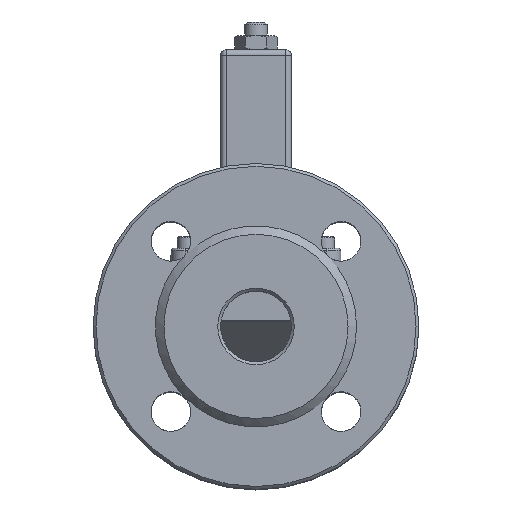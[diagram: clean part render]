
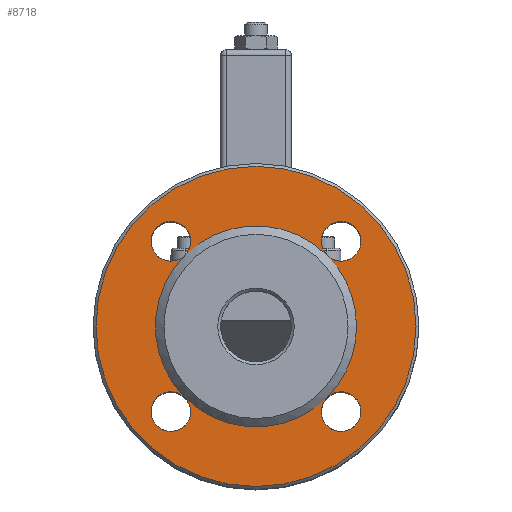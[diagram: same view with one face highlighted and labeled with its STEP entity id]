
A CAD part, top view. The second image highlights one B-rep face of the part: STEP entity #8718.
In plain terms, the highlighted planar face has unit normal (0, 0, 1).
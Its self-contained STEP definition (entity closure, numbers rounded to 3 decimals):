
#165=FACE_BOUND('',#1930,.T.);
#1014=PLANE('',#9546);
#1415=FACE_OUTER_BOUND('',#1929,.T.);
#1929=EDGE_LOOP('',(#7602));
#1930=EDGE_LOOP('',(#7603,#7604,#7605,#7606,#7607,#7608,#7609,#7610,#7611,
#7612,#7613,#7614,#7615));
#3582=CIRCLE('',#9545,56.5);
#3583=CIRCLE('',#9547,7.);
#3584=CIRCLE('',#9548,35.5);
#3585=CIRCLE('',#9549,7.);
#3586=CIRCLE('',#9550,7.);
#3587=CIRCLE('',#9551,35.5);
#3588=CIRCLE('',#9552,7.);
#3589=CIRCLE('',#9553,7.);
#3590=CIRCLE('',#9554,35.5);
#3591=CIRCLE('',#9555,35.5);
#3592=CIRCLE('',#9556,7.);
#3593=CIRCLE('',#9557,7.);
#3594=CIRCLE('',#9558,35.5);
#3595=CIRCLE('',#9559,7.);
#4312=VERTEX_POINT('',#15513);
#4313=VERTEX_POINT('',#15517);
#4314=VERTEX_POINT('',#15518);
#4315=VERTEX_POINT('',#15520);
#4316=VERTEX_POINT('',#15522);
#4317=VERTEX_POINT('',#15525);
#4318=VERTEX_POINT('',#15527);
#4319=VERTEX_POINT('',#15530);
#4320=VERTEX_POINT('',#15532);
#4321=VERTEX_POINT('',#15534);
#5432=EDGE_CURVE('',#4312,#4312,#3582,.T.);
#5433=EDGE_CURVE('',#4313,#4314,#3583,.T.);
#5434=EDGE_CURVE('',#4315,#4313,#3584,.T.);
#5435=EDGE_CURVE('',#4316,#4315,#3585,.T.);
#5436=EDGE_CURVE('',#4315,#4316,#3586,.T.);
#5437=EDGE_CURVE('',#4317,#4315,#3587,.T.);
#5438=EDGE_CURVE('',#4318,#4317,#3588,.T.);
#5439=EDGE_CURVE('',#4317,#4318,#3589,.T.);
#5440=EDGE_CURVE('',#4319,#4317,#3590,.T.);
#5441=EDGE_CURVE('',#4320,#4319,#3591,.T.);
#5442=EDGE_CURVE('',#4321,#4320,#3592,.T.);
#5443=EDGE_CURVE('',#4320,#4321,#3593,.T.);
#5444=EDGE_CURVE('',#4313,#4320,#3594,.T.);
#5445=EDGE_CURVE('',#4314,#4313,#3595,.T.);
#7602=ORIENTED_EDGE('',*,*,#5432,.F.);
#7603=ORIENTED_EDGE('',*,*,#5433,.F.);
#7604=ORIENTED_EDGE('',*,*,#5434,.F.);
#7605=ORIENTED_EDGE('',*,*,#5435,.F.);
#7606=ORIENTED_EDGE('',*,*,#5436,.F.);
#7607=ORIENTED_EDGE('',*,*,#5437,.F.);
#7608=ORIENTED_EDGE('',*,*,#5438,.F.);
#7609=ORIENTED_EDGE('',*,*,#5439,.F.);
#7610=ORIENTED_EDGE('',*,*,#5440,.F.);
#7611=ORIENTED_EDGE('',*,*,#5441,.F.);
#7612=ORIENTED_EDGE('',*,*,#5442,.F.);
#7613=ORIENTED_EDGE('',*,*,#5443,.F.);
#7614=ORIENTED_EDGE('',*,*,#5444,.F.);
#7615=ORIENTED_EDGE('',*,*,#5445,.F.);
#8718=ADVANCED_FACE('',(#1415,#165),#1014,.F.);
#9545=AXIS2_PLACEMENT_3D('',#15515,#11536,#11537);
#9546=AXIS2_PLACEMENT_3D('',#15516,#11538,#11539);
#9547=AXIS2_PLACEMENT_3D('',#15519,#11540,#11541);
#9548=AXIS2_PLACEMENT_3D('',#15521,#11542,#11543);
#9549=AXIS2_PLACEMENT_3D('',#15523,#11544,#11545);
#9550=AXIS2_PLACEMENT_3D('',#15524,#11546,#11547);
#9551=AXIS2_PLACEMENT_3D('',#15526,#11548,#11549);
#9552=AXIS2_PLACEMENT_3D('',#15528,#11550,#11551);
#9553=AXIS2_PLACEMENT_3D('',#15529,#11552,#11553);
#9554=AXIS2_PLACEMENT_3D('',#15531,#11554,#11555);
#9555=AXIS2_PLACEMENT_3D('',#15533,#11556,#11557);
#9556=AXIS2_PLACEMENT_3D('',#15535,#11558,#11559);
#9557=AXIS2_PLACEMENT_3D('',#15536,#11560,#11561);
#9558=AXIS2_PLACEMENT_3D('',#15537,#11562,#11563);
#9559=AXIS2_PLACEMENT_3D('',#15538,#11564,#11565);
#11536=DIRECTION('center_axis',(0.,0.,-1.));
#11537=DIRECTION('ref_axis',(1.,0.,0.));
#11538=DIRECTION('center_axis',(0.,0.,-1.));
#11539=DIRECTION('ref_axis',(-1.,0.,0.));
#11540=DIRECTION('center_axis',(0.,0.,1.));
#11541=DIRECTION('ref_axis',(1.,0.,0.));
#11542=DIRECTION('center_axis',(0.,0.,1.));
#11543=DIRECTION('ref_axis',(-1.,0.,0.));
#11544=DIRECTION('center_axis',(0.,0.,1.));
#11545=DIRECTION('ref_axis',(1.,0.,0.));
#11546=DIRECTION('center_axis',(0.,0.,1.));
#11547=DIRECTION('ref_axis',(1.,0.,0.));
#11548=DIRECTION('center_axis',(0.,0.,1.));
#11549=DIRECTION('ref_axis',(-1.,0.,0.));
#11550=DIRECTION('center_axis',(0.,0.,1.));
#11551=DIRECTION('ref_axis',(1.,0.,0.));
#11552=DIRECTION('center_axis',(0.,0.,1.));
#11553=DIRECTION('ref_axis',(1.,0.,0.));
#11554=DIRECTION('center_axis',(0.,0.,1.));
#11555=DIRECTION('ref_axis',(-1.,0.,0.));
#11556=DIRECTION('center_axis',(0.,0.,1.));
#11557=DIRECTION('ref_axis',(-1.,0.,0.));
#11558=DIRECTION('center_axis',(0.,0.,1.));
#11559=DIRECTION('ref_axis',(1.,0.,0.));
#11560=DIRECTION('center_axis',(0.,0.,1.));
#11561=DIRECTION('ref_axis',(1.,0.,0.));
#11562=DIRECTION('center_axis',(0.,0.,1.));
#11563=DIRECTION('ref_axis',(-1.,0.,0.));
#11564=DIRECTION('center_axis',(0.,0.,1.));
#11565=DIRECTION('ref_axis',(1.,0.,0.));
#15513=CARTESIAN_POINT('',(-56.5,0.,0.));
#15515=CARTESIAN_POINT('Origin',(0.,0.,0.));
#15516=CARTESIAN_POINT('Origin',(0.,0.,0.));
#15517=CARTESIAN_POINT('',(-25.102,-25.102,0.));
#15518=CARTESIAN_POINT('',(-37.052,-30.052,0.));
#15519=CARTESIAN_POINT('Origin',(-30.052,-30.052,0.));
#15520=CARTESIAN_POINT('',(-25.102,25.102,0.));
#15521=CARTESIAN_POINT('Origin',(0.,0.,0.));
#15522=CARTESIAN_POINT('',(-37.052,30.052,0.));
#15523=CARTESIAN_POINT('Origin',(-30.052,30.052,0.));
#15524=CARTESIAN_POINT('Origin',(-30.052,30.052,0.));
#15525=CARTESIAN_POINT('',(25.102,25.102,0.));
#15526=CARTESIAN_POINT('Origin',(0.,0.,0.));
#15527=CARTESIAN_POINT('',(23.052,30.052,0.));
#15528=CARTESIAN_POINT('Origin',(30.052,30.052,0.));
#15529=CARTESIAN_POINT('Origin',(30.052,30.052,0.));
#15530=CARTESIAN_POINT('',(35.5,0.,0.));
#15531=CARTESIAN_POINT('Origin',(0.,0.,0.));
#15532=CARTESIAN_POINT('',(25.102,-25.102,0.));
#15533=CARTESIAN_POINT('Origin',(0.,0.,0.));
#15534=CARTESIAN_POINT('',(23.052,-30.052,0.));
#15535=CARTESIAN_POINT('Origin',(30.052,-30.052,0.));
#15536=CARTESIAN_POINT('Origin',(30.052,-30.052,0.));
#15537=CARTESIAN_POINT('Origin',(0.,0.,0.));
#15538=CARTESIAN_POINT('Origin',(-30.052,-30.052,0.));
